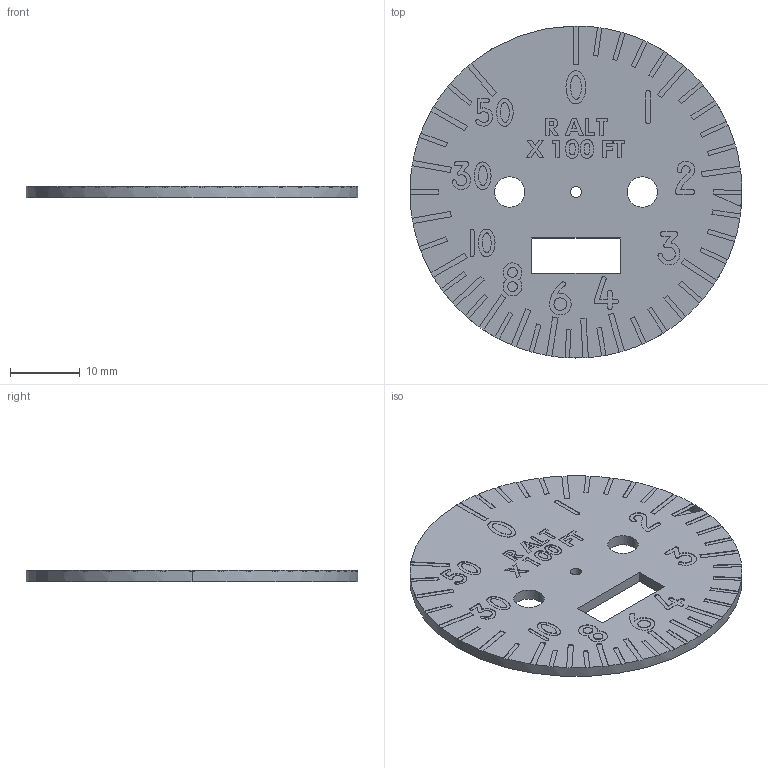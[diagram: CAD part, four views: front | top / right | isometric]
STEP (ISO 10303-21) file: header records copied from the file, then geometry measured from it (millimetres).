
FILE_DESCRIPTION (( 'STEP AP214' ), '1' );
FILE_NAME ('Radar Altimeter Dial Face.STEP', '2021-03-18T09:24:09', ( '' ), ( '' ), 'SwSTEP 2.0', 'SolidWorks 2019', '' );
FILE_SCHEMA (( 'AUTOMOTIVE_DESIGN' ));
Length unit declared in the file: inch
Products named in the file (1): Radar Altimeter Dial Face
Bounding box: 47.65 x 47.65 x 1.59 mm (x, y, z)
Volume: 2660.8 mm3; surface area: 3773.1 mm2
Topology: 1 solids, 1 shells, 567 faces, 1593 edges, 1062 vertices
Faces by surface type: plane 315, bspline 244, cylinder 8
Entity records: 35324 total; most frequent: CARTESIAN_POINT 14947, ORIENTED_EDGE 3186, DIRECTION 1851, EDGE_CURVE 1593, VERTEX_POINT 1062, LINE 1007, VECTOR 1007, EDGE_LOOP 609
